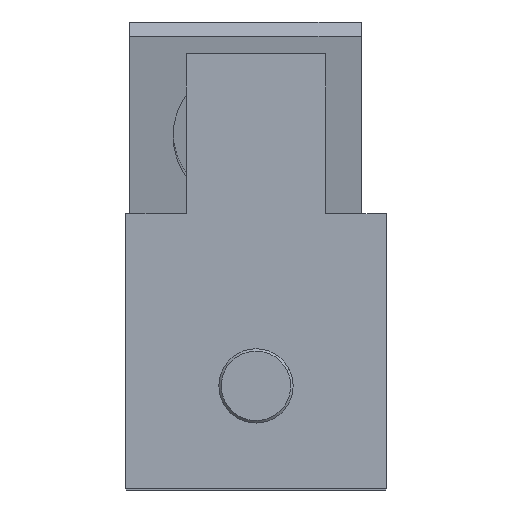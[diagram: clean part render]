
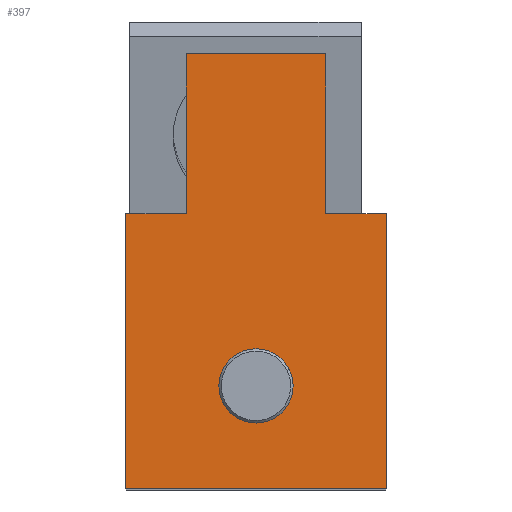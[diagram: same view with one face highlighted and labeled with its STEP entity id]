
A CAD part, front view. The second image highlights one B-rep face of the part: STEP entity #397.
In plain terms, the highlighted planar face has unit normal (0, -1, 0).
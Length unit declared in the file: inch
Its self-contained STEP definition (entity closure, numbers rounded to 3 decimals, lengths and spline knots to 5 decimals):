
#158 = LINE ( 'NONE', #159, #764 ) ;
#159 = CARTESIAN_POINT ( 'NONE',  ( 0.30125, 0., 0. ) ) ;
#160 = DIRECTION ( 'NONE',  ( 0., 0., -1. ) ) ;
#167 = LINE ( 'NONE', #168, #761 ) ;
#168 = CARTESIAN_POINT ( 'NONE',  ( -0.30125, 0., 0. ) ) ;
#169 = DIRECTION ( 'NONE',  ( 0., 0., -1. ) ) ;
#191 = LINE ( 'NONE', #192, #752 ) ;
#192 = CARTESIAN_POINT ( 'NONE',  ( 0.30125, 0., 0. ) ) ;
#193 = DIRECTION ( 'NONE',  ( -1., 0., 0. ) ) ;
#220 = CARTESIAN_POINT ( 'NONE',  ( 0., 0., 0.445 ) ) ;
#224 = LINE ( 'NONE', #225, #739 ) ;
#225 = CARTESIAN_POINT ( 'NONE',  ( 0.30125, 0., 1.88 ) ) ;
#226 = DIRECTION ( 'NONE',  ( -1., 0., 0. ) ) ;
#227 = DIRECTION ( 'NONE',  ( 0., -1., 0. ) ) ;
#228 = DIRECTION ( 'NONE',  ( 0., 0., -1. ) ) ;
#230 = LINE ( 'NONE', #231, #737 ) ;
#231 = CARTESIAN_POINT ( 'NONE',  ( 0.5625, 0., 0. ) ) ;
#232 = DIRECTION ( 'NONE',  ( 0., 0., -1. ) ) ;
#233 = LINE ( 'NONE', #234, #736 ) ;
#234 = CARTESIAN_POINT ( 'NONE',  ( 0.5625, 0., 1.19 ) ) ;
#235 = DIRECTION ( 'NONE',  ( -1., 0., 0. ) ) ;
#236 = LINE ( 'NONE', #237, #735 ) ;
#237 = CARTESIAN_POINT ( 'NONE',  ( 0.5625, 0., 1.19 ) ) ;
#238 = DIRECTION ( 'NONE',  ( -1., 0., 0. ) ) ;
#239 = LINE ( 'NONE', #240, #734 ) ;
#240 = CARTESIAN_POINT ( 'NONE',  ( -0.5625, 0., 0. ) ) ;
#241 = DIRECTION ( 'NONE',  ( 0., 0., -1. ) ) ;
#397 = ADVANCED_FACE ( 'NONE', ( #1566, #1532 ), #3265, .F. ) ;
#609 = AXIS2_PLACEMENT_3D ( 'NONE', #2901, #2908, #2909 ) ;
#734 = VECTOR ( 'NONE', #241, 39.37008 ) ;
#735 = VECTOR ( 'NONE', #238, 39.37008 ) ;
#736 = VECTOR ( 'NONE', #235, 39.37008 ) ;
#737 = VECTOR ( 'NONE', #232, 39.37008 ) ;
#739 = VECTOR ( 'NONE', #226, 39.37008 ) ;
#742 = AXIS2_PLACEMENT_3D ( 'NONE', #220, #227, #228 ) ;
#752 = VECTOR ( 'NONE', #193, 39.37008 ) ;
#761 = VECTOR ( 'NONE', #169, 39.37008 ) ;
#764 = VECTOR ( 'NONE', #160, 39.37008 ) ;
#881 = EDGE_LOOP ( 'NONE', ( #3587, #3582, #3584, #3581, #3579, #3580, #3578, #3576 ) ) ;
#886 = EDGE_LOOP ( 'NONE', ( #3585, #3583 ) ) ;
#1186 = CIRCLE ( 'NONE', #609, 0.1605 ) ;
#1223 = CIRCLE ( 'NONE', #742, 0.1605 ) ;
#1259 = EDGE_CURVE ( 'NONE', #3157, #3140, #158, .T. ) ;
#1262 = EDGE_CURVE ( 'NONE', #3164, #3108, #167, .T. ) ;
#1270 = EDGE_CURVE ( 'NONE', #3124, #3135, #191, .T. ) ;
#1281 = EDGE_CURVE ( 'NONE', #3157, #3164, #224, .T. ) ;
#1282 = EDGE_CURVE ( 'NONE', #3483, #3067, #1223, .T. ) ;
#1283 = EDGE_CURVE ( 'NONE', #3128, #3124, #230, .T. ) ;
#1284 = EDGE_CURVE ( 'NONE', #3128, #3140, #233, .T. ) ;
#1285 = EDGE_CURVE ( 'NONE', #3108, #3137, #236, .T. ) ;
#1286 = EDGE_CURVE ( 'NONE', #3137, #3135, #239, .T. ) ;
#1527 = AXIS2_PLACEMENT_3D ( 'NONE', #3266, #3267, #3268 ) ;
#1532 = FACE_OUTER_BOUND ( 'NONE', #881, .T. ) ;
#1566 = FACE_BOUND ( 'NONE', #886, .T. ) ;
#1682 = CARTESIAN_POINT ( 'NONE',  ( 0.5625, 0., 1.19 ) ) ;
#1689 = CARTESIAN_POINT ( 'NONE',  ( -0.5625, 0., 0. ) ) ;
#1691 = CARTESIAN_POINT ( 'NONE',  ( -0.5625, 0., 1.19 ) ) ;
#1694 = CARTESIAN_POINT ( 'NONE',  ( 0.30125, 0., 1.19 ) ) ;
#1711 = CARTESIAN_POINT ( 'NONE',  ( 0.30125, 0., 1.88 ) ) ;
#1718 = CARTESIAN_POINT ( 'NONE',  ( -0.30125, 0., 1.88 ) ) ;
#1736 = CARTESIAN_POINT ( 'NONE',  ( 0., 0., 0.2845 ) ) ;
#2424 = EDGE_CURVE ( 'NONE', #3067, #3483, #1186, .T. ) ;
#2901 = CARTESIAN_POINT ( 'NONE',  ( 0., 0., 0.445 ) ) ;
#2908 = DIRECTION ( 'NONE',  ( 0., -1., 0. ) ) ;
#2909 = DIRECTION ( 'NONE',  ( 0., 0., -1. ) ) ;
#2966 = CARTESIAN_POINT ( 'NONE',  ( 0., 0., 0.6055 ) ) ;
#3007 = CARTESIAN_POINT ( 'NONE',  ( -0.30125, 0., 1.19 ) ) ;
#3023 = CARTESIAN_POINT ( 'NONE',  ( 0.5625, 0., 0. ) ) ;
#3067 = VERTEX_POINT ( 'NONE', #2966 ) ;
#3108 = VERTEX_POINT ( 'NONE', #3007 ) ;
#3124 = VERTEX_POINT ( 'NONE', #3023 ) ;
#3128 = VERTEX_POINT ( 'NONE', #1682 ) ;
#3135 = VERTEX_POINT ( 'NONE', #1689 ) ;
#3137 = VERTEX_POINT ( 'NONE', #1691 ) ;
#3140 = VERTEX_POINT ( 'NONE', #1694 ) ;
#3157 = VERTEX_POINT ( 'NONE', #1711 ) ;
#3164 = VERTEX_POINT ( 'NONE', #1718 ) ;
#3265 = PLANE ( 'NONE',  #1527 ) ;
#3266 = CARTESIAN_POINT ( 'NONE',  ( 0.30125, 0., 0. ) ) ;
#3267 = DIRECTION ( 'NONE',  ( 0., 1., 0. ) ) ;
#3268 = DIRECTION ( 'NONE',  ( 0., 0., 1. ) ) ;
#3483 = VERTEX_POINT ( 'NONE', #1736 ) ;
#3576 = ORIENTED_EDGE ( 'NONE', *, *, #1286, .T. ) ;
#3578 = ORIENTED_EDGE ( 'NONE', *, *, #1285, .T. ) ;
#3579 = ORIENTED_EDGE ( 'NONE', *, *, #1281, .T. ) ;
#3580 = ORIENTED_EDGE ( 'NONE', *, *, #1262, .T. ) ;
#3581 = ORIENTED_EDGE ( 'NONE', *, *, #1259, .F. ) ;
#3582 = ORIENTED_EDGE ( 'NONE', *, *, #1283, .F. ) ;
#3583 = ORIENTED_EDGE ( 'NONE', *, *, #2424, .F. ) ;
#3584 = ORIENTED_EDGE ( 'NONE', *, *, #1284, .T. ) ;
#3585 = ORIENTED_EDGE ( 'NONE', *, *, #1282, .F. ) ;
#3587 = ORIENTED_EDGE ( 'NONE', *, *, #1270, .F. ) ;
